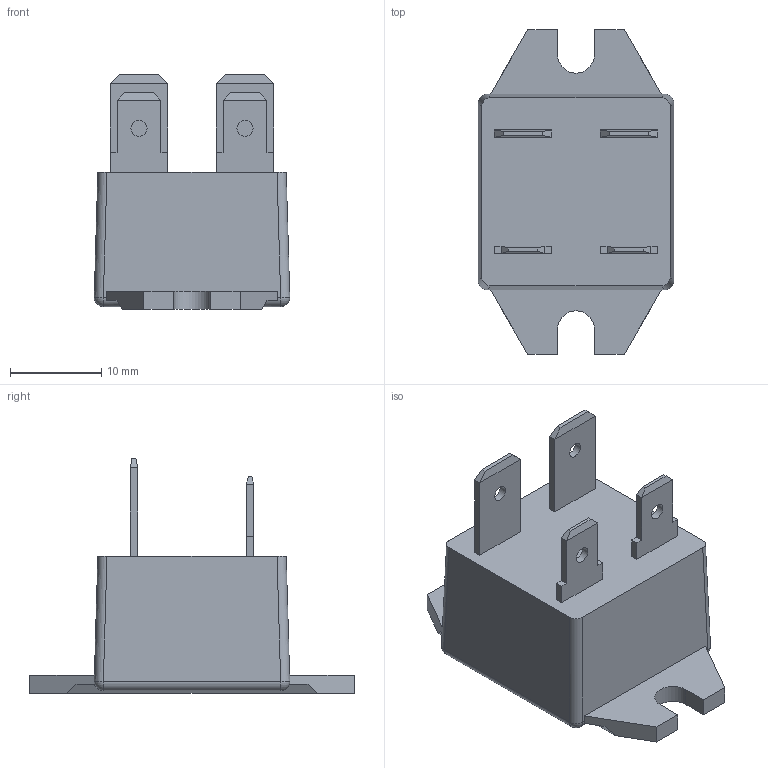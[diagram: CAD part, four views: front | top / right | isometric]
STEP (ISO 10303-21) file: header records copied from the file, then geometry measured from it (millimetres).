
FILE_DESCRIPTION(/* description */ (''),/* implementation_level */ '2;1');
FILE_NAME(/* name */ '31 04 506 A.stp',/* time_stamp */ '2021-01-28T13:34:01+01:00',/* author */ ('ysicot'),/* organization */ (''),/* preprocessor_version */ 'ST-DEVELOPER v17',/* originating_system */ 'Autodesk Inventor 2018',/* authorisation */ '');
FILE_SCHEMA (('CONFIG_CONTROL_DESIGN'));
Length unit declared in the file: millimetre
Products named in the file (1): SF541xxx SF546xxx
Bounding box: 21.39 x 35.5 x 25.7 mm (x, y, z)
Volume: 7077.8 mm3; surface area: 2988.5 mm2
Topology: 1 solids, 1 shells, 92 faces, 238 edges, 148 vertices
Faces by surface type: plane 72, cylinder 16, sphere 4
Full cylindrical faces by diameter (mm): 1.65 x2, 1.76 x2
Entity records: 2901 total; most frequent: CARTESIAN_POINT 475, ORIENTED_EDGE 468, DIRECTION 460, EDGE_CURVE 234, LINE 194, VECTOR 194, VERTEX_POINT 148, AXIS2_PLACEMENT_3D 133
